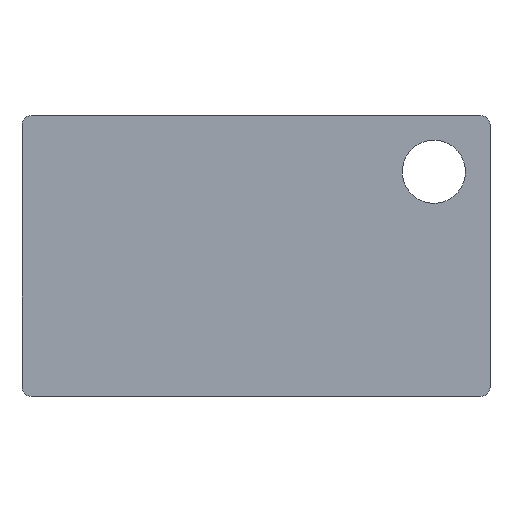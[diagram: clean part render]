
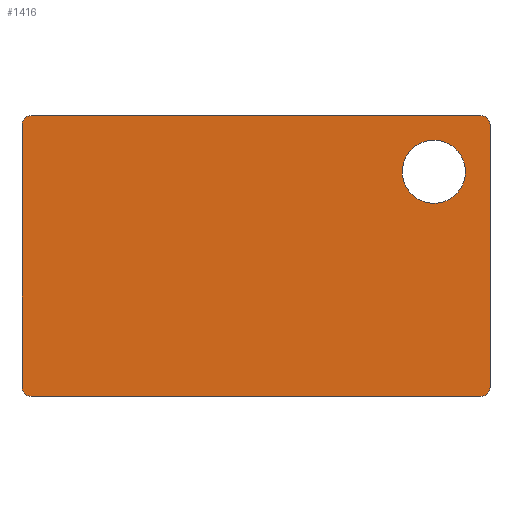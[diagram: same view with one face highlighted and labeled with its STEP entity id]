
A CAD part, top view. The second image highlights one B-rep face of the part: STEP entity #1416.
In plain terms, the highlighted planar face has unit normal (0, 0, 1).
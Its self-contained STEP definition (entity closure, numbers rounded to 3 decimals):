
#907 = VERTEX_POINT('',#908);
#908 = CARTESIAN_POINT('',(-50.,-28.,3.));
#914 = EDGE_CURVE('',#907,#915,#917,.T.);
#915 = VERTEX_POINT('',#916);
#916 = CARTESIAN_POINT('',(-50.,28.,3.));
#917 = LINE('',#918,#919);
#918 = CARTESIAN_POINT('',(-50.,-28.,3.));
#919 = VECTOR('',#920,1.);
#920 = DIRECTION('',(0.,1.,0.));
#938 = EDGE_CURVE('',#907,#939,#941,.T.);
#939 = VERTEX_POINT('',#940);
#940 = CARTESIAN_POINT('',(-48.,-30.,3.));
#941 = CIRCLE('',#942,2.);
#942 = AXIS2_PLACEMENT_3D('',#943,#944,#945);
#943 = CARTESIAN_POINT('',(-48.,-28.,3.));
#944 = DIRECTION('',(0.,0.,1.));
#945 = DIRECTION('',(1.,0.,0.));
#963 = VERTEX_POINT('',#964);
#964 = CARTESIAN_POINT('',(-48.,30.,3.));
#970 = EDGE_CURVE('',#963,#915,#971,.T.);
#971 = CIRCLE('',#972,2.);
#972 = AXIS2_PLACEMENT_3D('',#973,#974,#975);
#973 = CARTESIAN_POINT('',(-48.,28.,3.));
#974 = DIRECTION('',(0.,0.,1.));
#975 = DIRECTION('',(1.,0.,0.));
#988 = VERTEX_POINT('',#989);
#989 = CARTESIAN_POINT('',(48.,-30.,3.));
#995 = EDGE_CURVE('',#988,#939,#996,.T.);
#996 = LINE('',#997,#998);
#997 = CARTESIAN_POINT('',(48.,-30.,3.));
#998 = VECTOR('',#999,1.);
#999 = DIRECTION('',(-1.,0.,0.));
#1012 = EDGE_CURVE('',#963,#1013,#1015,.T.);
#1013 = VERTEX_POINT('',#1014);
#1014 = CARTESIAN_POINT('',(48.,30.,3.));
#1015 = LINE('',#1016,#1017);
#1016 = CARTESIAN_POINT('',(-48.,30.,3.));
#1017 = VECTOR('',#1018,1.);
#1018 = DIRECTION('',(1.,0.,0.));
#1036 = EDGE_CURVE('',#988,#1037,#1039,.T.);
#1037 = VERTEX_POINT('',#1038);
#1038 = CARTESIAN_POINT('',(50.,-28.,3.));
#1039 = CIRCLE('',#1040,2.);
#1040 = AXIS2_PLACEMENT_3D('',#1041,#1042,#1043);
#1041 = CARTESIAN_POINT('',(48.,-28.,3.));
#1042 = DIRECTION('',(0.,0.,1.));
#1043 = DIRECTION('',(1.,0.,0.));
#1061 = VERTEX_POINT('',#1062);
#1062 = CARTESIAN_POINT('',(50.,28.,3.));
#1068 = EDGE_CURVE('',#1061,#1013,#1069,.T.);
#1069 = CIRCLE('',#1070,2.);
#1070 = AXIS2_PLACEMENT_3D('',#1071,#1072,#1073);
#1071 = CARTESIAN_POINT('',(48.,28.,3.));
#1072 = DIRECTION('',(0.,0.,1.));
#1073 = DIRECTION('',(1.,0.,0.));
#1086 = EDGE_CURVE('',#1061,#1037,#1087,.T.);
#1087 = LINE('',#1088,#1089);
#1088 = CARTESIAN_POINT('',(50.,28.,3.));
#1089 = VECTOR('',#1090,1.);
#1090 = DIRECTION('',(0.,-1.,0.));
#1379 = EDGE_CURVE('',#1380,#1380,#1382,.T.);
#1380 = VERTEX_POINT('',#1381);
#1381 = CARTESIAN_POINT('',(44.75,18.,3.));
#1382 = CIRCLE('',#1383,6.75);
#1383 = AXIS2_PLACEMENT_3D('',#1384,#1385,#1386);
#1384 = CARTESIAN_POINT('',(38.,18.,3.));
#1385 = DIRECTION('',(0.,0.,1.));
#1386 = DIRECTION('',(1.,0.,0.));
#1416 = ADVANCED_FACE('',(#1417,#1427),#1430,.T.);
#1417 = FACE_BOUND('',#1418,.T.);
#1418 = EDGE_LOOP('',(#1419,#1420,#1421,#1422,#1423,#1424,#1425,#1426));
#1419 = ORIENTED_EDGE('',*,*,#914,.F.);
#1420 = ORIENTED_EDGE('',*,*,#938,.T.);
#1421 = ORIENTED_EDGE('',*,*,#995,.F.);
#1422 = ORIENTED_EDGE('',*,*,#1036,.T.);
#1423 = ORIENTED_EDGE('',*,*,#1086,.F.);
#1424 = ORIENTED_EDGE('',*,*,#1068,.T.);
#1425 = ORIENTED_EDGE('',*,*,#1012,.F.);
#1426 = ORIENTED_EDGE('',*,*,#970,.T.);
#1427 = FACE_BOUND('',#1428,.T.);
#1428 = EDGE_LOOP('',(#1429));
#1429 = ORIENTED_EDGE('',*,*,#1379,.F.);
#1430 = PLANE('',#1431);
#1431 = AXIS2_PLACEMENT_3D('',#1432,#1433,#1434);
#1432 = CARTESIAN_POINT('',(0.,0.,3.));
#1433 = DIRECTION('',(0.,0.,1.));
#1434 = DIRECTION('',(1.,0.,0.));
